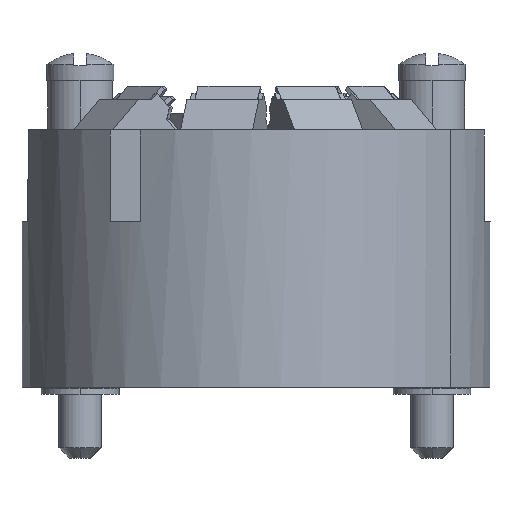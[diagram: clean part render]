
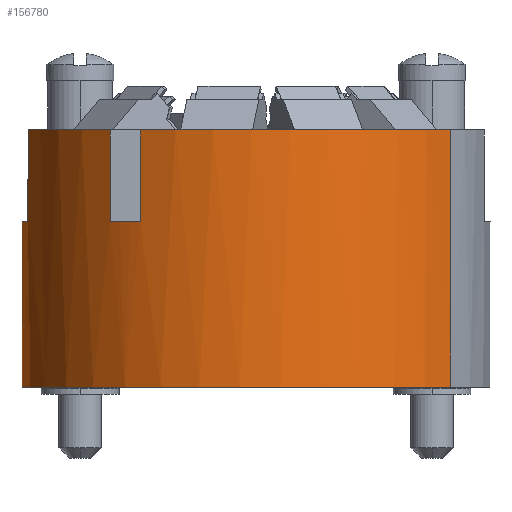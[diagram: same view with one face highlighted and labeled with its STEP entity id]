
A CAD part, front view. The second image highlights one B-rep face of the part: STEP entity #156780.
In plain terms, the highlighted cylindrical face has radius 22 mm (diameter 44 mm), a partial arc.
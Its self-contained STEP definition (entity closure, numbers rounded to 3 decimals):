
#33400=CARTESIAN_POINT('',(10.876,14.,
-19.124));
#33410=VERTEX_POINT('',#33400);
#33440=CARTESIAN_POINT('',(0.,14.,
0.));
#33450=DIRECTION('',(0.,-1.,0.));
#33460=DIRECTION('',(-0.829,0.,
-0.559));
#33470=AXIS2_PLACEMENT_3D('',#33440,#33450,#33460);
#33480=CIRCLE('',#33470,22.);
#33490=CARTESIAN_POINT('',(13.695,14.,
-17.217));
#33500=VERTEX_POINT('',#33490);
#33510=EDGE_CURVE('',#33410,#33500,#33480,.T.);
#36150=CARTESIAN_POINT('',(0.,13.,
0.));
#36160=DIRECTION('',(0.,-1.,0.));
#36170=DIRECTION('',(-0.829,0.,
-0.559));
#36180=AXIS2_PLACEMENT_3D('',#36150,#36160,#36170);
#36190=CYLINDRICAL_SURFACE('',#36180,22.);
#45790=CARTESIAN_POINT('',(21.392,14.,
-5.136));
#45800=DIRECTION('',(0.233,0.009,
0.972));
#45810=DIRECTION('',(-0.972,0.,
0.233));
#45820=AXIS2_PLACEMENT_3D('',#45790,#45800,#45810);
#45830=PLANE('',#45820);
#45840=CARTESIAN_POINT('',(21.374,22.6,-5.209));
#45850=CARTESIAN_POINT('',(21.376,21.883,
-5.203));
#45860=CARTESIAN_POINT('',(21.377,21.167,
-5.197));
#45870=CARTESIAN_POINT('',(21.379,20.45,
-5.191));
#45880=CARTESIAN_POINT('',(21.38,19.733,
-5.184));
#45890=CARTESIAN_POINT('',(21.382,19.017,
-5.178));
#45900=CARTESIAN_POINT('',(21.383,18.3,
-5.172));
#45910=CARTESIAN_POINT('',(21.385,17.583,
-5.166));
#45920=CARTESIAN_POINT('',(21.386,16.867,
-5.16));
#45930=CARTESIAN_POINT('',(21.388,16.15,
-5.154));
#45940=CARTESIAN_POINT('',(21.389,15.433,
-5.148));
#45950=CARTESIAN_POINT('',(21.391,14.717,
-5.142));
#45960=CARTESIAN_POINT('',(21.392,14.,
-5.136));
#45970=B_SPLINE_CURVE_WITH_KNOTS('',3,(#45840,#45850,#45860,#45870,
#45880,#45890,#45900,#45910,#45920,#45930,#45940,#45950,#45960),
.UNSPECIFIED.,.F.,.F.,(4,3,3,3,4),(0.,2.15,4.3,
6.45,8.6),.UNSPECIFIED.);
#45980=SURFACE_CURVE('',#45970,(#36190,#45830),.CURVE_3D.);
#45990=CARTESIAN_POINT('',(21.374,22.6,-5.209));
#46000=VERTEX_POINT('',#45990);
#46010=CARTESIAN_POINT('',(21.392,14.,
-5.136));
#46020=VERTEX_POINT('',#46010);
#46030=EDGE_CURVE('',#46000,#46020,#45980,.T.);
#133930=CARTESIAN_POINT('',(0.,14.,
0.));
#133940=DIRECTION('',(0.,-1.,0.));
#133950=DIRECTION('',(-0.829,0.,
-0.559));
#133960=AXIS2_PLACEMENT_3D('',#133930,#133940,#133950);
#133970=CIRCLE('',#133960,22.);
#133980=CARTESIAN_POINT('',(21.392,14.,
5.136));
#133990=VERTEX_POINT('',#133980);
#134000=EDGE_CURVE('',#46020,#133990,#133970,.T.);
#141240=CARTESIAN_POINT('',(0.,22.6,
0.));
#141250=DIRECTION('',(0.,-1.,0.));
#141260=DIRECTION('',(-0.829,0.,
-0.559));
#141270=AXIS2_PLACEMENT_3D('',#141240,#141250,#141260);
#141280=CIRCLE('',#141270,22.);
#141290=CARTESIAN_POINT('',(-18.239,22.6,-12.302));
#141300=VERTEX_POINT('',#141290);
#141330=CARTESIAN_POINT('',(10.876,22.6,-19.124));
#141340=VERTEX_POINT('',#141330);
#141350=EDGE_CURVE('',#141300,#141340,#141280,.T.);
#145830=CARTESIAN_POINT('',(10.876,13.,
-19.124));
#145840=DIRECTION('',(0.,-1.,0.));
#145850=VECTOR('',#145840,1.);
#145860=LINE('',#145830,#145850);
#145870=EDGE_CURVE('',#141340,#33410,#145860,.T.);
#146760=CARTESIAN_POINT('',(13.695,13.,
-17.217));
#146770=DIRECTION('',(0.,-1.,0.));
#146780=VECTOR('',#146770,1.);
#146790=LINE('',#146760,#146780);
#146800=CARTESIAN_POINT('',(13.695,22.6,-17.217));
#146810=VERTEX_POINT('',#146800);
#146820=EDGE_CURVE('',#146810,#33500,#146790,.T.);
#155800=CARTESIAN_POINT('',(11.8,14.,
2.833));
#155810=DIRECTION('',(0.233,0.009,
-0.972));
#155820=DIRECTION('',(0.972,0.,
0.233));
#155830=AXIS2_PLACEMENT_3D('',#155800,#155810,#155820);
#155840=PLANE('',#155830);
#155850=CARTESIAN_POINT('',(21.392,14.,
5.136));
#155860=CARTESIAN_POINT('',(21.391,14.717,
5.142));
#155870=CARTESIAN_POINT('',(21.389,15.433,
5.148));
#155880=CARTESIAN_POINT('',(21.388,16.15,
5.154));
#155890=CARTESIAN_POINT('',(21.386,16.867,
5.16));
#155900=CARTESIAN_POINT('',(21.385,17.583,
5.166));
#155910=CARTESIAN_POINT('',(21.383,18.3,
5.172));
#155920=CARTESIAN_POINT('',(21.382,19.017,
5.178));
#155930=CARTESIAN_POINT('',(21.38,19.733,
5.184));
#155940=CARTESIAN_POINT('',(21.379,20.45,
5.191));
#155950=CARTESIAN_POINT('',(21.378,20.808,
5.194));
#155960=CARTESIAN_POINT('',(21.377,21.167,
5.197));
#155970=CARTESIAN_POINT('',(21.377,21.525,
5.2));
#155980=CARTESIAN_POINT('',(21.376,21.883,
5.203));
#155990=CARTESIAN_POINT('',(21.375,22.242,
5.206));
#156000=CARTESIAN_POINT('',(21.374,22.6,
5.209));
#156010=B_SPLINE_CURVE_WITH_KNOTS('',3,(#155850,#155860,#155870,#155880,
#155890,#155900,#155910,#155920,#155930,#155940,#155950,#155960,#155970,
#155980,#155990,#156000),.UNSPECIFIED.,.F.,.F.,(4,3,3,3,3,4),(0.,
2.15,4.3,6.45,7.525,
8.6),.UNSPECIFIED.);
#156020=SURFACE_CURVE('',#156010,(#36190,#155840),.CURVE_3D.);
#156030=CARTESIAN_POINT('',(21.374,22.6,5.209));
#156040=VERTEX_POINT('',#156030);
#156050=EDGE_CURVE('',#133990,#156040,#156020,.T.);
#156250=CARTESIAN_POINT('',(0.,13.,
0.));
#156260=DIRECTION('',(0.,-1.,0.));
#156270=DIRECTION('',(-0.829,0.,
-0.559));
#156280=AXIS2_PLACEMENT_3D('',#156250,#156260,#156270);
#156290=CYLINDRICAL_SURFACE('',#156280,22.);
#156300=ORIENTED_EDGE('',*,*,#46030,.T.);
#156310=CARTESIAN_POINT('',(0.,22.6,
0.));
#156320=DIRECTION('',(0.,-1.,0.));
#156330=DIRECTION('',(-0.829,0.,
-0.559));
#156340=AXIS2_PLACEMENT_3D('',#156310,#156320,#156330);
#156350=CIRCLE('',#156340,22.);
#156360=EDGE_CURVE('',#146810,#46000,#156350,.T.);
#156370=ORIENTED_EDGE('',*,*,#156360,.T.);
#156380=ORIENTED_EDGE('',*,*,#146820,.F.);
#156390=ORIENTED_EDGE('',*,*,#33510,.T.);
#156400=ORIENTED_EDGE('',*,*,#145870,.T.);
#156410=ORIENTED_EDGE('',*,*,#141350,.T.);
#156420=CARTESIAN_POINT('',(-18.239,13.,
-12.302));
#156430=DIRECTION('',(0.,-1.,0.));
#156440=VECTOR('',#156430,1.);
#156450=LINE('',#156420,#156440);
#156460=CARTESIAN_POINT('',(-18.239,-1.5,-12.302));
#156470=VERTEX_POINT('',#156460);
#156480=EDGE_CURVE('',#141300,#156470,#156450,.T.);
#156490=ORIENTED_EDGE('',*,*,#156480,.F.);
#156500=CARTESIAN_POINT('',(0.,-1.5,
0.));
#156510=DIRECTION('',(0.,-1.,0.));
#156520=DIRECTION('',(1.,0.,0.));
#156530=AXIS2_PLACEMENT_3D('',#156500,#156510,#156520);
#156540=CIRCLE('',#156530,22.);
#156550=CARTESIAN_POINT('',(18.239,-1.5,12.302));
#156560=VERTEX_POINT('',#156550);
#156570=EDGE_CURVE('',#156470,#156560,#156540,.T.);
#156580=ORIENTED_EDGE('',*,*,#156570,.F.);
#156590=CARTESIAN_POINT('',(18.239,13.,
12.302));
#156600=DIRECTION('',(0.,-1.,0.));
#156610=VECTOR('',#156600,1.);
#156620=LINE('',#156590,#156610);
#156630=CARTESIAN_POINT('',(18.239,22.6,12.302));
#156640=VERTEX_POINT('',#156630);
#156650=EDGE_CURVE('',#156640,#156560,#156620,.T.);
#156660=ORIENTED_EDGE('',*,*,#156650,.T.);
#156670=CARTESIAN_POINT('',(0.,22.6,
0.));
#156680=DIRECTION('',(0.,-1.,0.));
#156690=DIRECTION('',(-0.829,0.,
-0.559));
#156700=AXIS2_PLACEMENT_3D('',#156670,#156680,#156690);
#156710=CIRCLE('',#156700,22.);
#156720=EDGE_CURVE('',#156040,#156640,#156710,.T.);
#156730=ORIENTED_EDGE('',*,*,#156720,.T.);
#156740=ORIENTED_EDGE('',*,*,#156050,.T.);
#156750=ORIENTED_EDGE('',*,*,#134000,.T.);
#156760=EDGE_LOOP('',(#156750,#156740,#156730,#156660,#156580,#156490,
#156410,#156400,#156390,#156380,#156370,#156300));
#156770=FACE_OUTER_BOUND('',#156760,.T.);
#156780=ADVANCED_FACE('',(#156770),#156290,.T.);
